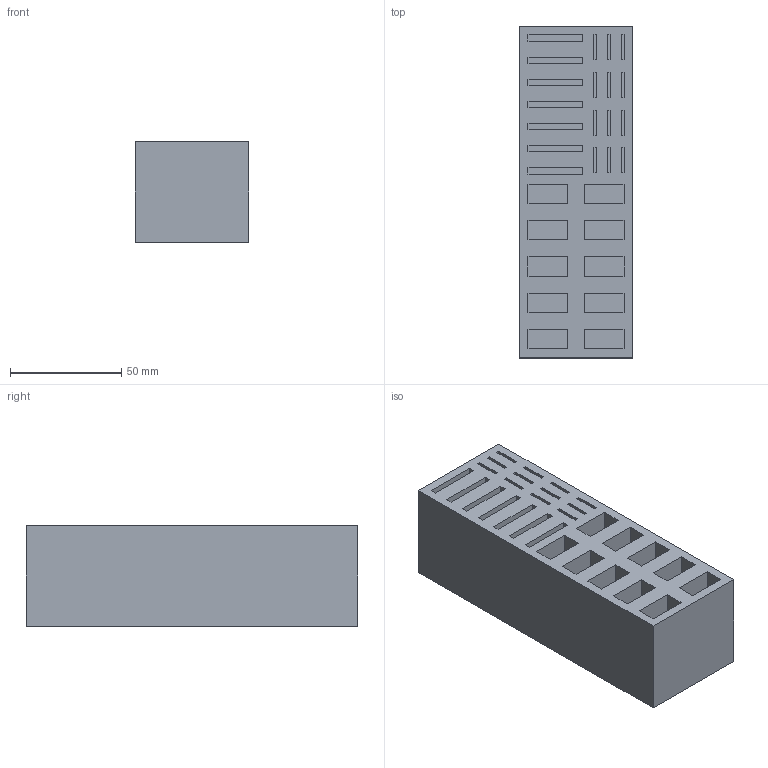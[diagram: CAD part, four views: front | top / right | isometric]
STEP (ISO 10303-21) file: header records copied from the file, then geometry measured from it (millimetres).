
FILE_DESCRIPTION(/* description */ (''),/* implementation_level */ '2;1');
FILE_NAME(/* name */ 'Digital-Storage-Carrier.step',/* time_stamp */ '2024-07-26T10:48:36+05:30',/* author */ (''),/* organization */ (''),/* preprocessor_version */ 'ST-DEVELOPER v20',/* originating_system */ 'Autodesk Translation Framework v13.14.0.145',/* authorisation */ '');
FILE_SCHEMA (('AUTOMOTIVE_DESIGN { 1 0 10303 214 3 1 1 }'));
Length unit declared in the file: millimetre
Products named in the file (1): Digital-Storage-Carrier
Bounding box: 51.1 x 148.97 x 45 mm (x, y, z)
Volume: 283312.8 mm3; surface area: 57980.4 mm2
Topology: 1 solids, 1 shells, 151 faces, 360 edges, 240 vertices
Faces by surface type: plane 151
Entity records: 4307 total; most frequent: CARTESIAN_POINT 752, ORIENTED_EDGE 720, DIRECTION 664, LINE 360, VECTOR 360, EDGE_CURVE 360, VERTEX_POINT 240, EDGE_LOOP 180
